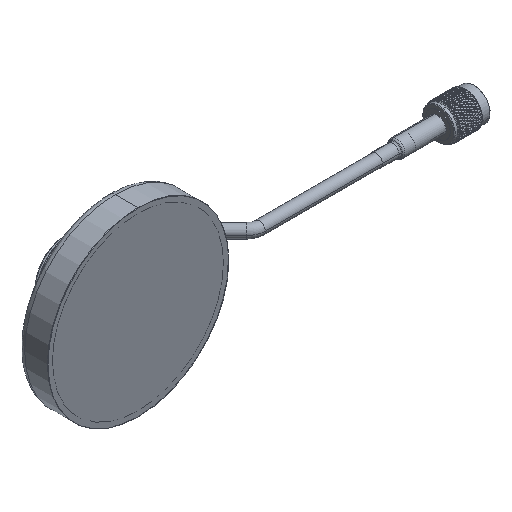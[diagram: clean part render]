
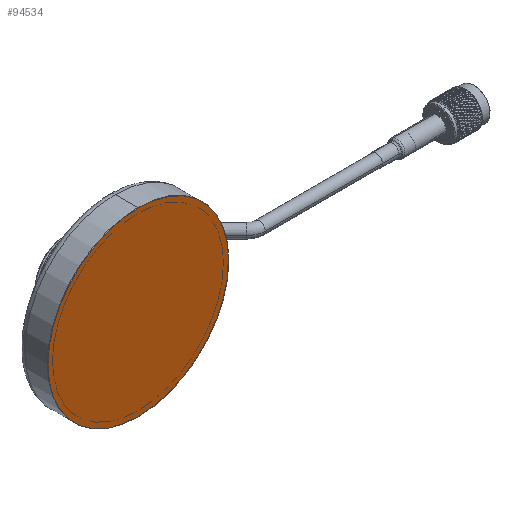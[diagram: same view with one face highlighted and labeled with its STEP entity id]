
A CAD part, isometric view. The second image highlights one B-rep face of the part: STEP entity #94534.
In plain terms, the highlighted planar face has unit normal (0, -1, 0).
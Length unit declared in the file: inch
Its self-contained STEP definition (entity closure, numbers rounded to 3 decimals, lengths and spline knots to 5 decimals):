
#5413 = CARTESIAN_POINT ( 'NONE',  ( 0., -0.00984, 1.49606 ) ) ;
#23309 = AXIS2_PLACEMENT_3D ( 'NONE', #64908, #30104, #109569 ) ;
#23478 = FACE_OUTER_BOUND ( 'NONE', #36732, .T. ) ;
#28701 = ORIENTED_EDGE ( 'NONE', *, *, #90124, .F. ) ;
#29672 = VERTEX_POINT ( 'NONE', #5413 ) ;
#30104 = DIRECTION ( 'NONE',  ( 0., 1., 0. ) ) ;
#33290 = DIRECTION ( 'NONE',  ( 0., 1., 0. ) ) ;
#36732 = EDGE_LOOP ( 'NONE', ( #28701, #79980 ) ) ;
#37600 = CARTESIAN_POINT ( 'NONE',  ( 0., -0.00984, -1.49606 ) ) ;
#38140 = DIRECTION ( 'NONE',  ( 0., 1., 0. ) ) ;
#40551 = CIRCLE ( 'NONE', #77746, 1.49606 ) ;
#43631 = VERTEX_POINT ( 'NONE', #37600 ) ;
#60248 = AXIS2_PLACEMENT_3D ( 'NONE', #76874, #33290, #95430 ) ;
#64053 = CIRCLE ( 'NONE', #23309, 1.49606 ) ;
#64908 = CARTESIAN_POINT ( 'NONE',  ( 0., -0.00984, 0. ) ) ;
#76874 = CARTESIAN_POINT ( 'NONE',  ( 0., -0.00984, 0. ) ) ;
#77746 = AXIS2_PLACEMENT_3D ( 'NONE', #99710, #38140, #91023 ) ;
#79980 = ORIENTED_EDGE ( 'NONE', *, *, #109297, .F. ) ;
#85600 = PLANE ( 'NONE',  #60248 ) ;
#90124 = EDGE_CURVE ( 'NONE', #43631, #29672, #64053, .T. ) ;
#91023 = DIRECTION ( 'NONE',  ( 0., 0., -1. ) ) ;
#94534 = ADVANCED_FACE ( 'NONE', ( #23478 ), #85600, .F. ) ;
#95430 = DIRECTION ( 'NONE',  ( 0., 0., 1. ) ) ;
#99710 = CARTESIAN_POINT ( 'NONE',  ( 0., -0.00984, 0. ) ) ;
#109297 = EDGE_CURVE ( 'NONE', #29672, #43631, #40551, .T. ) ;
#109569 = DIRECTION ( 'NONE',  ( 0., 0., -1. ) ) ;
